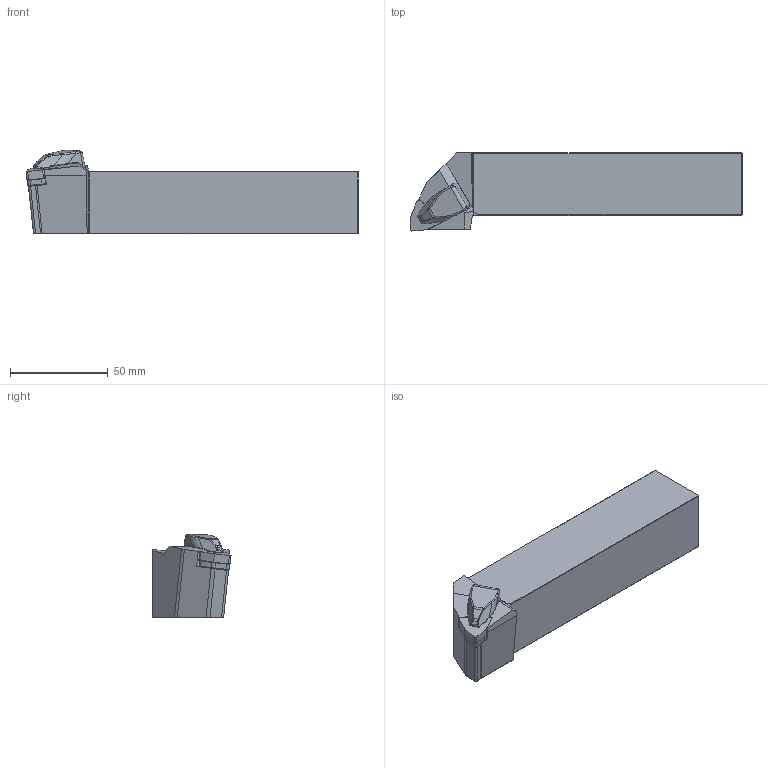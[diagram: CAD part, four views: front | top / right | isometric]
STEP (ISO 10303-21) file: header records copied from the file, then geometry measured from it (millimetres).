
FILE_DESCRIPTION(/* description */ (''),/* implementation_level */ '2;1');
FILE_NAME(/* name */ 'TWNLR-3232-P08.stp',/* time_stamp */ '2023-12-20T11:14:32+03:00',/* author */ (''),/* organization */ (''),/* preprocessor_version */ 'ST-DEVELOPER v19.4',/* originating_system */ 'SIEMENS PLM Software NX2306.3001',/* authorisation */ '');
FILE_SCHEMA (('AUTOMOTIVE_DESIGN { 1 0 10303 214 3 1 1 1 }'));
Length unit declared in the file: millimetre
Products named in the file (1): model2_objects
Bounding box: 169.98 x 39.98 x 42.88 mm (x, y, z)
Volume: 171829 mm3; surface area: 24959.7 mm2
Topology: 2 solids, 2 shells, 193 faces, 477 edges, 281 vertices
Faces by surface type: plane 89, cylinder 58, bspline 28, cone 11, sphere 4, torus 3
Full cylindrical faces by diameter (mm): 4.4 x1, 6.4 x1, 6.5 x1
Entity records: 7432 total; most frequent: CARTESIAN_POINT 1621, ORIENTED_EDGE 924, DIRECTION 917, EDGE_CURVE 462, AXIS2_PLACEMENT_3D 322, VERTEX_POINT 279, LINE 273, VECTOR 273
